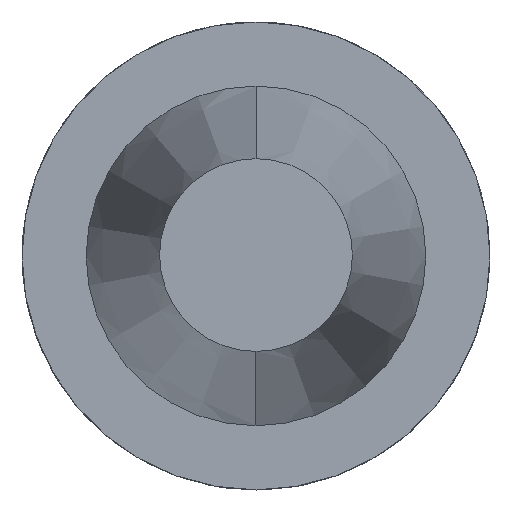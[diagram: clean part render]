
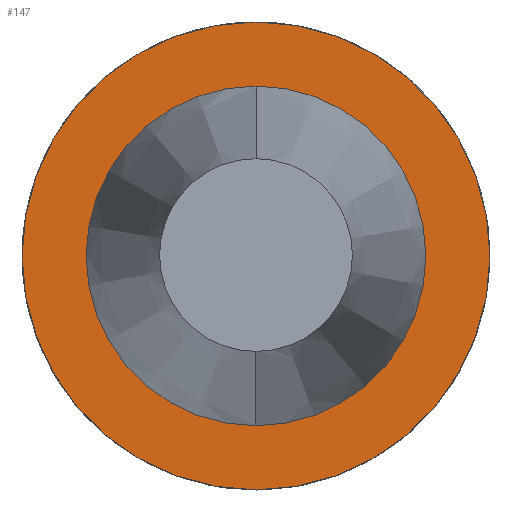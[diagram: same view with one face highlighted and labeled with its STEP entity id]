
A CAD part, top view. The second image highlights one B-rep face of the part: STEP entity #147.
In plain terms, the highlighted planar face has unit normal (0, 0, 1).
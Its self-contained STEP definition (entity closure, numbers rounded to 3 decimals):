
#147=ADVANCED_FACE('',(#196,#197),#182,.F.);
#182=PLANE('',#599);
#196=FACE_BOUND('',#222,.T.);
#197=FACE_BOUND('',#223,.T.);
#222=EDGE_LOOP('',(#270));
#223=EDGE_LOOP('',(#271,#272));
#270=ORIENTED_EDGE('',*,*,#463,.T.);
#271=ORIENTED_EDGE('',*,*,#464,.T.);
#272=ORIENTED_EDGE('',*,*,#465,.T.);
#412=VERTEX_POINT('',#855);
#413=VERTEX_POINT('',#857);
#414=VERTEX_POINT('',#858);
#463=EDGE_CURVE('',#412,#412,#534,.T.);
#464=EDGE_CURVE('',#413,#414,#535,.T.);
#465=EDGE_CURVE('',#414,#413,#536,.T.);
#534=CIRCLE('',#596,48.75);
#535=CIRCLE('',#597,35.392);
#536=CIRCLE('',#598,35.392);
#596=AXIS2_PLACEMENT_3D('',#854,#676,#677);
#597=AXIS2_PLACEMENT_3D('',#856,#678,#679);
#598=AXIS2_PLACEMENT_3D('',#859,#680,#681);
#599=AXIS2_PLACEMENT_3D('',#860,#682,#683);
#676=DIRECTION('',(0.,0.,1.));
#677=DIRECTION('',(-1.,0.,0.));
#678=DIRECTION('',(0.,0.,-1.));
#679=DIRECTION('',(-1.,0.,0.));
#680=DIRECTION('',(0.,0.,-1.));
#681=DIRECTION('',(-1.,0.,0.));
#682=DIRECTION('',(0.,0.,-1.));
#683=DIRECTION('',(0.,-1.,0.));
#854=CARTESIAN_POINT('',(0.,0.,-3.2));
#855=CARTESIAN_POINT('',(-48.75,0.,-3.2));
#856=CARTESIAN_POINT('',(0.,0.,-3.2));
#857=CARTESIAN_POINT('',(0.,-35.392,-3.2));
#858=CARTESIAN_POINT('',(0.,35.392,-3.2));
#859=CARTESIAN_POINT('',(0.,0.,-3.2));
#860=CARTESIAN_POINT('',(0.,0.,-3.2));
